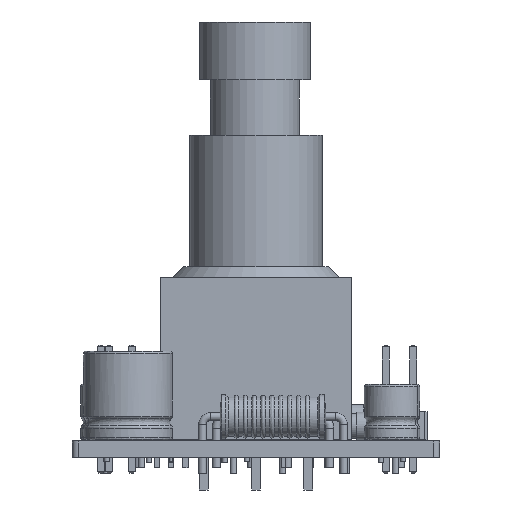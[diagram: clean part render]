
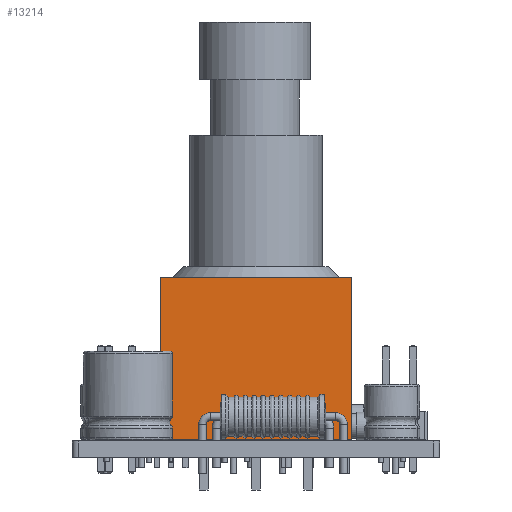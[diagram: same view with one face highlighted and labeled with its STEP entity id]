
A CAD part, front view. The second image highlights one B-rep face of the part: STEP entity #13214.
In plain terms, the highlighted planar face has unit normal (0, -1, 0).
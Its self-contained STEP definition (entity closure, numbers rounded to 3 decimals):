
#13188 = VERTEX_POINT('',#13189);
#13189 = CARTESIAN_POINT('',(17.2,0.,0.));
#13197 = VERTEX_POINT('',#13198);
#13198 = CARTESIAN_POINT('',(17.2,0.,14.6));
#13204 = EDGE_CURVE('',#13188,#13197,#13205,.T.);
#13205 = LINE('',#13206,#13207);
#13206 = CARTESIAN_POINT('',(17.2,0.,0.));
#13207 = VECTOR('',#13208,1.);
#13208 = DIRECTION('',(0.,0.,1.));
#13214 = ADVANCED_FACE('',(#13215),#13240,.T.);
#13215 = FACE_BOUND('',#13216,.T.);
#13216 = EDGE_LOOP('',(#13217,#13225,#13226,#13234));
#13217 = ORIENTED_EDGE('',*,*,#13218,.T.);
#13218 = EDGE_CURVE('',#13219,#13188,#13221,.T.);
#13219 = VERTEX_POINT('',#13220);
#13220 = CARTESIAN_POINT('',(0.,0.,0.));
#13221 = LINE('',#13222,#13223);
#13222 = CARTESIAN_POINT('',(0.,0.,0.));
#13223 = VECTOR('',#13224,1.);
#13224 = DIRECTION('',(1.,0.,0.));
#13225 = ORIENTED_EDGE('',*,*,#13204,.T.);
#13226 = ORIENTED_EDGE('',*,*,#13227,.F.);
#13227 = EDGE_CURVE('',#13228,#13197,#13230,.T.);
#13228 = VERTEX_POINT('',#13229);
#13229 = CARTESIAN_POINT('',(0.,0.,14.6));
#13230 = LINE('',#13231,#13232);
#13231 = CARTESIAN_POINT('',(0.,0.,14.6));
#13232 = VECTOR('',#13233,1.);
#13233 = DIRECTION('',(1.,0.,0.));
#13234 = ORIENTED_EDGE('',*,*,#13235,.F.);
#13235 = EDGE_CURVE('',#13219,#13228,#13236,.T.);
#13236 = LINE('',#13237,#13238);
#13237 = CARTESIAN_POINT('',(0.,0.,0.));
#13238 = VECTOR('',#13239,1.);
#13239 = DIRECTION('',(0.,0.,1.));
#13240 = PLANE('',#13241);
#13241 = AXIS2_PLACEMENT_3D('',#13242,#13243,#13244);
#13242 = CARTESIAN_POINT('',(0.,0.,0.));
#13243 = DIRECTION('',(0.,-1.,0.));
#13244 = DIRECTION('',(1.,0.,0.));
